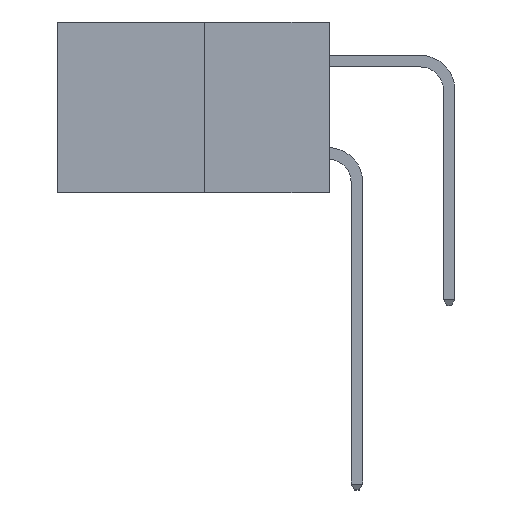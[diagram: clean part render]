
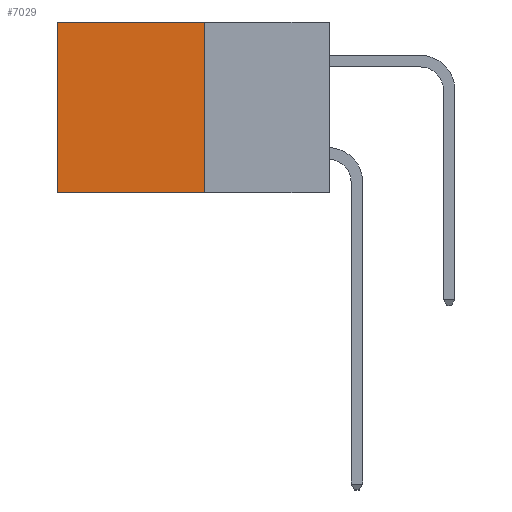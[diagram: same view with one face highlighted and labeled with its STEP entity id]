
A CAD part, left-side view. The second image highlights one B-rep face of the part: STEP entity #7029.
In plain terms, the highlighted planar face has unit normal (-1, 0, 0).
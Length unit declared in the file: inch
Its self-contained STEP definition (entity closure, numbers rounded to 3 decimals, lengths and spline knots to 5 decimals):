
#72 = CARTESIAN_POINT ( 'NONE',  ( 0.277, 0.27, 0. ) ) ;
#274 = PLANE ( 'NONE',  #5608 ) ;
#297 = EDGE_CURVE ( 'NONE', #4307, #3563, #3165, .T. ) ;
#347 = LINE ( 'NONE', #2918, #8364 ) ;
#392 = LINE ( 'NONE', #1865, #4603 ) ;
#976 = ORIENTED_EDGE ( 'NONE', *, *, #7218, .F. ) ;
#1550 = DIRECTION ( 'NONE',  ( 0., 1., 0. ) ) ;
#1796 = EDGE_CURVE ( 'NONE', #9285, #3563, #347, .T. ) ;
#1865 = CARTESIAN_POINT ( 'NONE',  ( 0.277, 0.27, 0. ) ) ;
#2130 = CARTESIAN_POINT ( 'NONE',  ( 0.277, 0.59, -0.37 ) ) ;
#2705 = DIRECTION ( 'NONE',  ( 0., 1., 0. ) ) ;
#2918 = CARTESIAN_POINT ( 'NONE',  ( 0.277, 0.27, -0.37 ) ) ;
#3019 = CARTESIAN_POINT ( 'NONE',  ( 0.277, 0.27, -0.37 ) ) ;
#3165 = LINE ( 'NONE', #8041, #9440 ) ;
#3563 = VERTEX_POINT ( 'NONE', #2130 ) ;
#3882 = VECTOR ( 'NONE', #6296, 39.37008 ) ;
#3905 = VERTEX_POINT ( 'NONE', #72 ) ;
#4139 = LINE ( 'NONE', #3019, #3882 ) ;
#4307 = VERTEX_POINT ( 'NONE', #5433 ) ;
#4380 = EDGE_LOOP ( 'NONE', ( #6790, #8867, #976, #8881 ) ) ;
#4603 = VECTOR ( 'NONE', #2705, 39.37008 ) ;
#5054 = DIRECTION ( 'NONE',  ( 1., 0., 0. ) ) ;
#5433 = CARTESIAN_POINT ( 'NONE',  ( 0.277, 0.59, 0. ) ) ;
#5608 = AXIS2_PLACEMENT_3D ( 'NONE', #6865, #5054, #8897 ) ;
#6296 = DIRECTION ( 'NONE',  ( 0., 0., -1. ) ) ;
#6790 = ORIENTED_EDGE ( 'NONE', *, *, #297, .T. ) ;
#6865 = CARTESIAN_POINT ( 'NONE',  ( 0.277, 0.27, -0.37 ) ) ;
#6878 = DIRECTION ( 'NONE',  ( 0., 0., -1. ) ) ;
#7029 = ADVANCED_FACE ( 'NONE', ( #7572 ), #274, .F. ) ;
#7218 = EDGE_CURVE ( 'NONE', #3905, #9285, #4139, .T. ) ;
#7572 = FACE_OUTER_BOUND ( 'NONE', #4380, .T. ) ;
#8041 = CARTESIAN_POINT ( 'NONE',  ( 0.277, 0.59, -0.37 ) ) ;
#8364 = VECTOR ( 'NONE', #1550, 39.37008 ) ;
#8867 = ORIENTED_EDGE ( 'NONE', *, *, #1796, .F. ) ;
#8881 = ORIENTED_EDGE ( 'NONE', *, *, #8975, .T. ) ;
#8897 = DIRECTION ( 'NONE',  ( 0., 0., -1. ) ) ;
#8975 = EDGE_CURVE ( 'NONE', #3905, #4307, #392, .T. ) ;
#9285 = VERTEX_POINT ( 'NONE', #10419 ) ;
#9440 = VECTOR ( 'NONE', #6878, 39.37008 ) ;
#10419 = CARTESIAN_POINT ( 'NONE',  ( 0.277, 0.27, -0.37 ) ) ;
